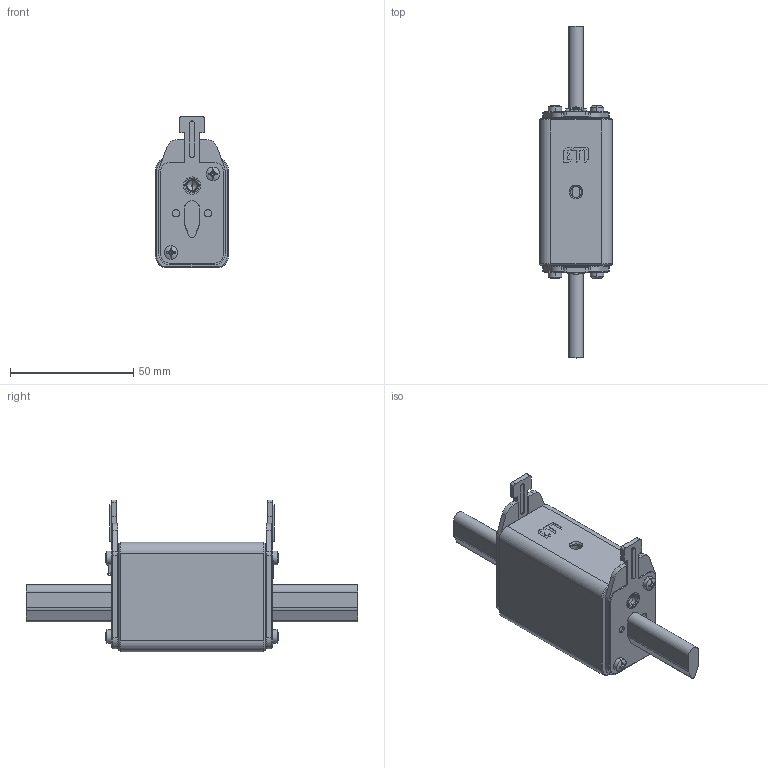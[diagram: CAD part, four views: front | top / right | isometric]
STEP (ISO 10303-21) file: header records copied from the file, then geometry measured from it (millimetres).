
FILE_DESCRIPTION((''),'2;1');
FILE_NAME('0000003062_ASM','2021-08-10T',('said.beganovic'),('Audax d.o.o.'),'CREO PARAMETRIC BY PTC INC, 2017020','CREO PARAMETRIC BY PTC INC, 2017020','');
FILE_SCHEMA(('AUTOMOTIVE_DESIGN { 1 0 10303 214 1 1 1 1 }'));
Length unit declared in the file: millimetre
Products named in the file (12): 0000002785; 0000001639; 0000003064; 0000003070_ASM; 0000003066; 0000003069_ASM; 0000002914; 0000002588; 0000002779; 0000002783; 0000002790; 0000003062_ASM
Assembly tree (15 placements, depth 3):
  0000003062_ASM
    0000002785
    0000003070_ASM
      0000001639
      0000003064
    0000003069_ASM
      0000001639
      0000003066
    0000002914
    0000002588  x4
    0000002779
    0000002783
    0000002790
Bounding box: 29.5 x 134.9 x 61.75 mm (x, y, z)
Volume: 89133.4 mm3; surface area: 26261.6 mm2
Topology: 13 solids, 21 shells, 716 faces, 1800 edges, 1119 vertices
Faces by surface type: plane 384, cylinder 242, cone 34, torus 24, bspline 24, sphere 8
Entity records: 30852 total; most frequent: CARTESIAN_POINT 5346, DIRECTION 3144, ORIENTED_EDGE 2888, PRESENTATION_STYLE_ASSIGNMENT 2033, STYLED_ITEM 1982, CURVE_STYLE 1460, EDGE_CURVE 1460, AXIS2_PLACEMENT_3D 1128
